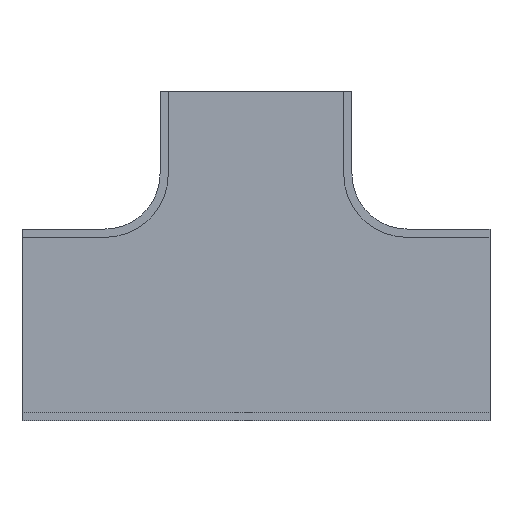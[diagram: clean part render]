
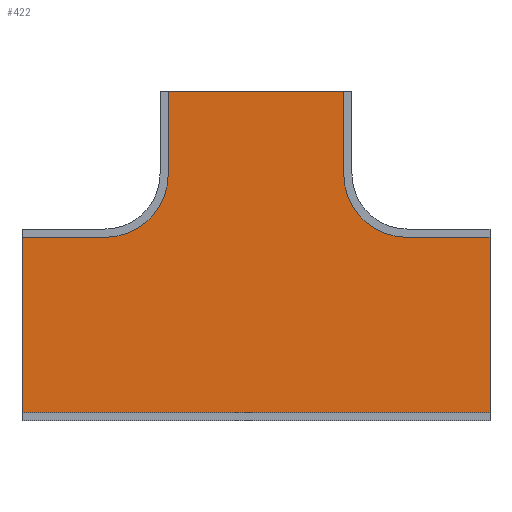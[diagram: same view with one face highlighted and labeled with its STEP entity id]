
A CAD part, front view. The second image highlights one B-rep face of the part: STEP entity #422.
In plain terms, the highlighted planar face has unit normal (0, -1, 0).
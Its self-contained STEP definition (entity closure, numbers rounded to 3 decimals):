
#15 = EDGE_CURVE ( 'NONE', #659, #584, #352, .T. ) ;
#23 = EDGE_CURVE ( 'NONE', #353, #564, #341, .T. ) ;
#26 = EDGE_CURVE ( 'NONE', #509, #353, #350, .T. ) ;
#98 = AXIS2_PLACEMENT_3D ( 'NONE', #606, #639, #593 ) ;
#105 = VECTOR ( 'NONE', #370, 1000. ) ;
#112 = VECTOR ( 'NONE', #169, 1000. ) ;
#126 = CARTESIAN_POINT ( 'NONE',  ( 12.7, 25.4, 10.41 ) ) ;
#129 = LINE ( 'NONE', #184, #112 ) ;
#133 = CARTESIAN_POINT ( 'NONE',  ( 33.9, 25.4, 1.21 ) ) ;
#135 = VECTOR ( 'NONE', #734, 1000. ) ;
#143 = EDGE_CURVE ( 'NONE', #564, #562, #335, .T. ) ;
#146 = CARTESIAN_POINT ( 'NONE',  ( 33.9, 25.4, -24.19 ) ) ;
#160 = CARTESIAN_POINT ( 'NONE',  ( 21.9, 25.4, 1.21 ) ) ;
#166 = EDGE_CURVE ( 'NONE', #528, #685, #334, .T. ) ;
#169 = DIRECTION ( 'NONE',  ( 1., 0., 0. ) ) ;
#182 = LINE ( 'NONE', #385, #105 ) ;
#184 = CARTESIAN_POINT ( 'NONE',  ( -13.9, 25.4, 22.41 ) ) ;
#190 = ORIENTED_EDGE ( 'NONE', *, *, #166, .F. ) ;
#213 = EDGE_CURVE ( 'NONE', #685, #651, #327, .T. ) ;
#225 = EDGE_CURVE ( 'NONE', #584, #509, #320, .T. ) ;
#237 = EDGE_CURVE ( 'NONE', #651, #678, #316, .T. ) ;
#248 = CARTESIAN_POINT ( 'NONE',  ( -33.9, 25.4, -24.19 ) ) ;
#254 = CARTESIAN_POINT ( 'NONE',  ( -21.9, 25.4, 1.21 ) ) ;
#255 = FACE_OUTER_BOUND ( 'NONE', #469, .T. ) ;
#284 = CARTESIAN_POINT ( 'NONE',  ( -12.7, 25.4, 10.41 ) ) ;
#289 = ORIENTED_EDGE ( 'NONE', *, *, #645, .F. ) ;
#292 = CARTESIAN_POINT ( 'NONE',  ( -12.7, 25.4, 22.41 ) ) ;
#310 = VECTOR ( 'NONE', #424, 1000. ) ;
#315 = VECTOR ( 'NONE', #539, 1000. ) ;
#316 = LINE ( 'NONE', #698, #310 ) ;
#320 = LINE ( 'NONE', #516, #315 ) ;
#321 = VECTOR ( 'NONE', #573, 1000. ) ;
#326 = VECTOR ( 'NONE', #673, 1000. ) ;
#327 = CIRCLE ( 'NONE', #389, 9.2 ) ;
#329 = CARTESIAN_POINT ( 'NONE',  ( 12.7, 25.4, 22.41 ) ) ;
#333 = VECTOR ( 'NONE', #691, 1000. ) ;
#334 = LINE ( 'NONE', #696, #321 ) ;
#335 = LINE ( 'NONE', #686, #326 ) ;
#336 = CARTESIAN_POINT ( 'NONE',  ( -33.9, 25.4, 1.21 ) ) ;
#341 = CIRCLE ( 'NONE', #396, 9.2 ) ;
#350 = LINE ( 'NONE', #662, #333 ) ;
#352 = LINE ( 'NONE', #624, #135 ) ;
#353 = VERTEX_POINT ( 'NONE', #254 ) ;
#370 = DIRECTION ( 'NONE',  ( 0., 0., -1. ) ) ;
#385 = CARTESIAN_POINT ( 'NONE',  ( 33.9, 25.4, 2.41 ) ) ;
#389 = AXIS2_PLACEMENT_3D ( 'NONE', #543, #534, #480 ) ;
#396 = AXIS2_PLACEMENT_3D ( 'NONE', #634, #683, #679 ) ;
#422 = ADVANCED_FACE ( 'NONE', ( #255 ), #598, .F. ) ;
#424 = DIRECTION ( 'NONE',  ( 1., 0., 0. ) ) ;
#469 = EDGE_LOOP ( 'NONE', ( #527, #529, #531, #190, #289, #538, #542, #544, #550, #569 ) ) ;
#480 = DIRECTION ( 'NONE',  ( 0., 0., 1. ) ) ;
#490 = EDGE_CURVE ( 'NONE', #678, #659, #182, .T. ) ;
#509 = VERTEX_POINT ( 'NONE', #336 ) ;
#516 = CARTESIAN_POINT ( 'NONE',  ( -33.9, 25.4, 2.41 ) ) ;
#527 = ORIENTED_EDGE ( 'NONE', *, *, #490, .F. ) ;
#528 = VERTEX_POINT ( 'NONE', #329 ) ;
#529 = ORIENTED_EDGE ( 'NONE', *, *, #237, .F. ) ;
#531 = ORIENTED_EDGE ( 'NONE', *, *, #213, .F. ) ;
#534 = DIRECTION ( 'NONE',  ( 0., -1., 0. ) ) ;
#538 = ORIENTED_EDGE ( 'NONE', *, *, #143, .F. ) ;
#539 = DIRECTION ( 'NONE',  ( 0., 0., 1. ) ) ;
#542 = ORIENTED_EDGE ( 'NONE', *, *, #23, .F. ) ;
#543 = CARTESIAN_POINT ( 'NONE',  ( 21.9, 25.4, 10.41 ) ) ;
#544 = ORIENTED_EDGE ( 'NONE', *, *, #26, .F. ) ;
#550 = ORIENTED_EDGE ( 'NONE', *, *, #225, .F. ) ;
#562 = VERTEX_POINT ( 'NONE', #292 ) ;
#564 = VERTEX_POINT ( 'NONE', #284 ) ;
#569 = ORIENTED_EDGE ( 'NONE', *, *, #15, .F. ) ;
#573 = DIRECTION ( 'NONE',  ( 0., 0., -1. ) ) ;
#584 = VERTEX_POINT ( 'NONE', #248 ) ;
#593 = DIRECTION ( 'NONE',  ( 0., 0., 1. ) ) ;
#598 = PLANE ( 'NONE',  #98 ) ;
#606 = CARTESIAN_POINT ( 'NONE',  ( -21.9, 25.4, 10.41 ) ) ;
#624 = CARTESIAN_POINT ( 'NONE',  ( -33.9, 25.4, -24.19 ) ) ;
#634 = CARTESIAN_POINT ( 'NONE',  ( -21.9, 25.4, 10.41 ) ) ;
#639 = DIRECTION ( 'NONE',  ( 0., 1., 0. ) ) ;
#645 = EDGE_CURVE ( 'NONE', #562, #528, #129, .T. ) ;
#651 = VERTEX_POINT ( 'NONE', #160 ) ;
#659 = VERTEX_POINT ( 'NONE', #146 ) ;
#662 = CARTESIAN_POINT ( 'NONE',  ( -21.9, 25.4, 1.21 ) ) ;
#673 = DIRECTION ( 'NONE',  ( 0., 0., 1. ) ) ;
#678 = VERTEX_POINT ( 'NONE', #133 ) ;
#679 = DIRECTION ( 'NONE',  ( 0., 0., 1. ) ) ;
#683 = DIRECTION ( 'NONE',  ( 0., -1., 0. ) ) ;
#685 = VERTEX_POINT ( 'NONE', #126 ) ;
#686 = CARTESIAN_POINT ( 'NONE',  ( -12.7, 25.4, 22.41 ) ) ;
#691 = DIRECTION ( 'NONE',  ( 1., 0., 0. ) ) ;
#696 = CARTESIAN_POINT ( 'NONE',  ( 12.7, 25.4, 22.41 ) ) ;
#698 = CARTESIAN_POINT ( 'NONE',  ( 21.9, 25.4, 1.21 ) ) ;
#734 = DIRECTION ( 'NONE',  ( -1., 0., 0. ) ) ;
